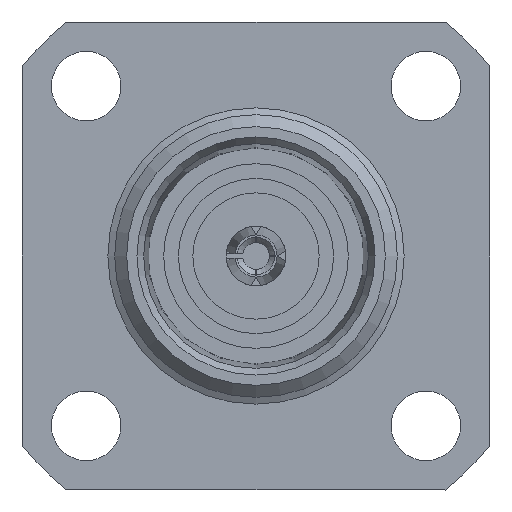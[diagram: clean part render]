
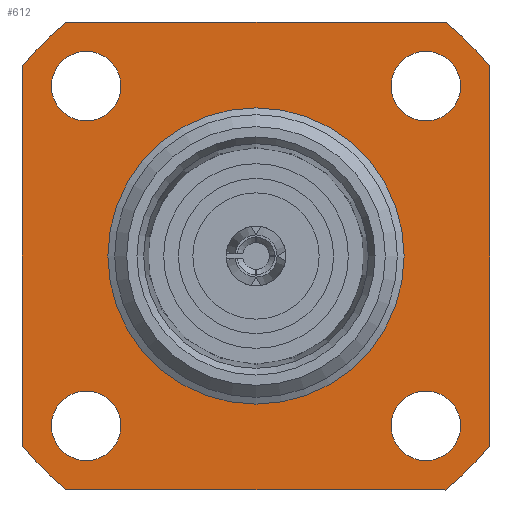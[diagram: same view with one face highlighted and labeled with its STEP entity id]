
A CAD part, left-side view. The second image highlights one B-rep face of the part: STEP entity #612.
In plain terms, the highlighted planar face has unit normal (-1, 0, 0).
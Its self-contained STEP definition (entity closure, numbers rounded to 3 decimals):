
#132 = EDGE_LOOP ( 'NONE', ( #1124 ) ) ;
#133 = EDGE_LOOP ( 'NONE', ( #1129 ) ) ;
#134 = EDGE_LOOP ( 'NONE', ( #1121 ) ) ;
#135 = EDGE_LOOP ( 'NONE', ( #1137 ) ) ;
#137 = EDGE_LOOP ( 'NONE', ( #1119 ) ) ;
#144 = EDGE_LOOP ( 'NONE', ( #1125, #1118, #1126, #1120, #1127, #1130, #1138, #1151 ) ) ;
#397 = CARTESIAN_POINT ( 'NONE',  ( 15.9, -8.75, 7.071 ) ) ;
#398 = CARTESIAN_POINT ( 'NONE',  ( 15.9, 8.75, 7.071 ) ) ;
#399 = CARTESIAN_POINT ( 'NONE',  ( 15.9, -7.071, -8.75 ) ) ;
#411 = CARTESIAN_POINT ( 'NONE',  ( 15.9, 7.071, 8.75 ) ) ;
#413 = CARTESIAN_POINT ( 'NONE',  ( 15.9, -7.071, 8.75 ) ) ;
#414 = CARTESIAN_POINT ( 'NONE',  ( 15.9, -8.75, -7.071 ) ) ;
#415 = CARTESIAN_POINT ( 'NONE',  ( 15.9, 7.071, -8.75 ) ) ;
#416 = CARTESIAN_POINT ( 'NONE',  ( 15.9, 8.75, -7.071 ) ) ;
#528 = CARTESIAN_POINT ( 'NONE',  ( 15.9, 0., 5.5 ) ) ;
#529 = CARTESIAN_POINT ( 'NONE',  ( 15.9, 6.35, -7.65 ) ) ;
#531 = CARTESIAN_POINT ( 'NONE',  ( 15.9, 6.35, 5.05 ) ) ;
#533 = CARTESIAN_POINT ( 'NONE',  ( 15.9, -6.35, 5.05 ) ) ;
#534 = CARTESIAN_POINT ( 'NONE',  ( 15.9, -6.35, -7.65 ) ) ;
#612 = ADVANCED_FACE ( 'NONE', ( #1430, #1431, #1432, #1433, #1434, #1435 ), #1889, .T. ) ;
#794 = EDGE_CURVE ( 'NONE', #1208, #1183, #2950, .T. ) ;
#795 = EDGE_CURVE ( 'NONE', #2565, #2565, #2940, .T. ) ;
#796 = EDGE_CURVE ( 'NONE', #2566, #2566, #2916, .T. ) ;
#799 = EDGE_CURVE ( 'NONE', #1181, #1212, #2681, .T. ) ;
#801 = EDGE_CURVE ( 'NONE', #2568, #2568, #2707, .T. ) ;
#806 = EDGE_CURVE ( 'NONE', #2570, #2570, #2660, .T. ) ;
#807 = EDGE_CURVE ( 'NONE', #2571, #2571, #2652, .T. ) ;
#809 = EDGE_CURVE ( 'NONE', #1212, #1208, #2472, .T. ) ;
#819 = EDGE_CURVE ( 'NONE', #1183, #1216, #2471, .T. ) ;
#833 = EDGE_CURVE ( 'NONE', #1213, #1181, #2480, .T. ) ;
#836 = EDGE_CURVE ( 'NONE', #1216, #1214, #2840, .T. ) ;
#839 = EDGE_CURVE ( 'NONE', #1214, #1182, #2484, .T. ) ;
#840 = EDGE_CURVE ( 'NONE', #1182, #1213, #2851, .T. ) ;
#1118 = ORIENTED_EDGE ( 'NONE', *, *, #794, .T. ) ;
#1119 = ORIENTED_EDGE ( 'NONE', *, *, #801, .T. ) ;
#1120 = ORIENTED_EDGE ( 'NONE', *, *, #836, .T. ) ;
#1121 = ORIENTED_EDGE ( 'NONE', *, *, #806, .T. ) ;
#1124 = ORIENTED_EDGE ( 'NONE', *, *, #807, .T. ) ;
#1125 = ORIENTED_EDGE ( 'NONE', *, *, #809, .T. ) ;
#1126 = ORIENTED_EDGE ( 'NONE', *, *, #819, .T. ) ;
#1127 = ORIENTED_EDGE ( 'NONE', *, *, #839, .T. ) ;
#1129 = ORIENTED_EDGE ( 'NONE', *, *, #795, .T. ) ;
#1130 = ORIENTED_EDGE ( 'NONE', *, *, #840, .T. ) ;
#1137 = ORIENTED_EDGE ( 'NONE', *, *, #796, .T. ) ;
#1138 = ORIENTED_EDGE ( 'NONE', *, *, #833, .T. ) ;
#1151 = ORIENTED_EDGE ( 'NONE', *, *, #799, .T. ) ;
#1181 = VERTEX_POINT ( 'NONE', #397 ) ;
#1182 = VERTEX_POINT ( 'NONE', #399 ) ;
#1183 = VERTEX_POINT ( 'NONE', #398 ) ;
#1208 = VERTEX_POINT ( 'NONE', #411 ) ;
#1212 = VERTEX_POINT ( 'NONE', #413 ) ;
#1213 = VERTEX_POINT ( 'NONE', #414 ) ;
#1214 = VERTEX_POINT ( 'NONE', #415 ) ;
#1216 = VERTEX_POINT ( 'NONE', #416 ) ;
#1430 = FACE_BOUND ( 'NONE', #135, .T. ) ;
#1431 = FACE_BOUND ( 'NONE', #137, .T. ) ;
#1432 = FACE_BOUND ( 'NONE', #134, .T. ) ;
#1433 = FACE_BOUND ( 'NONE', #132, .T. ) ;
#1434 = FACE_BOUND ( 'NONE', #133, .T. ) ;
#1435 = FACE_OUTER_BOUND ( 'NONE', #144, .T. ) ;
#1799 = CARTESIAN_POINT ( 'NONE',  ( 15.9, -8.75, 0. ) ) ;
#1800 = DIRECTION ( 'NONE',  ( 0., 0., 1. ) ) ;
#1807 = CARTESIAN_POINT ( 'NONE',  ( 15.9, 0., 0. ) ) ;
#1808 = DIRECTION ( 'NONE',  ( -1., 0., 0. ) ) ;
#1809 = DIRECTION ( 'NONE',  ( 0., -1., 0. ) ) ;
#1815 = CARTESIAN_POINT ( 'NONE',  ( 15.9, 0., -8.75 ) ) ;
#1816 = DIRECTION ( 'NONE',  ( 0., -1., 0. ) ) ;
#1817 = CARTESIAN_POINT ( 'NONE',  ( 15.9, 0., 0. ) ) ;
#1818 = DIRECTION ( 'NONE',  ( -1., 0., 0. ) ) ;
#1819 = DIRECTION ( 'NONE',  ( 0., -1., 0. ) ) ;
#1852 = CARTESIAN_POINT ( 'NONE',  ( 15.9, 0., 0. ) ) ;
#1855 = DIRECTION ( 'NONE',  ( -1., 0., 0. ) ) ;
#1858 = DIRECTION ( 'NONE',  ( 0., -1., 0. ) ) ;
#1863 = CARTESIAN_POINT ( 'NONE',  ( 15.9, 6.35, -6.35 ) ) ;
#1866 = DIRECTION ( 'NONE',  ( 1., 0., 0. ) ) ;
#1869 = DIRECTION ( 'NONE',  ( 0., 0., -1. ) ) ;
#1872 = CARTESIAN_POINT ( 'NONE',  ( 15.9, 0., 0. ) ) ;
#1880 = DIRECTION ( 'NONE',  ( 1., 0., 0. ) ) ;
#1883 = DIRECTION ( 'NONE',  ( 0., 0., 1. ) ) ;
#1889 = PLANE ( 'NONE',  #2922 ) ;
#1890 = CARTESIAN_POINT ( 'NONE',  ( 15.9, -8.75, -8.75 ) ) ;
#1892 = DIRECTION ( 'NONE',  ( -1., 0., 0. ) ) ;
#1893 = DIRECTION ( 'NONE',  ( 0., 0., 1. ) ) ;
#1911 = CARTESIAN_POINT ( 'NONE',  ( 15.9, 0., 0. ) ) ;
#1914 = DIRECTION ( 'NONE',  ( -1., 0., 0. ) ) ;
#1917 = DIRECTION ( 'NONE',  ( 0., -1., 0. ) ) ;
#1930 = CARTESIAN_POINT ( 'NONE',  ( 15.9, 6.35, 6.35 ) ) ;
#1936 = DIRECTION ( 'NONE',  ( 1., 0., 0. ) ) ;
#1940 = DIRECTION ( 'NONE',  ( 0., 0., -1. ) ) ;
#1984 = CARTESIAN_POINT ( 'NONE',  ( 15.9, -6.35, 6.35 ) ) ;
#1988 = DIRECTION ( 'NONE',  ( 1., 0., 0. ) ) ;
#1992 = DIRECTION ( 'NONE',  ( 0., 0., -1. ) ) ;
#1997 = CARTESIAN_POINT ( 'NONE',  ( 15.9, -6.35, -6.35 ) ) ;
#2000 = DIRECTION ( 'NONE',  ( 1., 0., 0. ) ) ;
#2003 = DIRECTION ( 'NONE',  ( 0., 0., -1. ) ) ;
#2026 = CARTESIAN_POINT ( 'NONE',  ( 15.9, 0., 8.75 ) ) ;
#2029 = DIRECTION ( 'NONE',  ( 0., 1., 0. ) ) ;
#2133 = CARTESIAN_POINT ( 'NONE',  ( 15.9, 8.75, 0. ) ) ;
#2136 = DIRECTION ( 'NONE',  ( 0., 0., -1. ) ) ;
#2471 = LINE ( 'NONE', #2133, #2784 ) ;
#2472 = LINE ( 'NONE', #2026, #2790 ) ;
#2480 = LINE ( 'NONE', #1799, #2841 ) ;
#2484 = LINE ( 'NONE', #1815, #2853 ) ;
#2565 = VERTEX_POINT ( 'NONE', #529 ) ;
#2566 = VERTEX_POINT ( 'NONE', #528 ) ;
#2568 = VERTEX_POINT ( 'NONE', #531 ) ;
#2570 = VERTEX_POINT ( 'NONE', #533 ) ;
#2571 = VERTEX_POINT ( 'NONE', #534 ) ;
#2651 = AXIS2_PLACEMENT_3D ( 'NONE', #1997, #2000, #2003 ) ;
#2652 = CIRCLE ( 'NONE', #2651, 1.3 ) ;
#2660 = CIRCLE ( 'NONE', #2732, 1.3 ) ;
#2681 = CIRCLE ( 'NONE', #2742, 11.25 ) ;
#2698 = AXIS2_PLACEMENT_3D ( 'NONE', #1930, #1936, #1940 ) ;
#2707 = CIRCLE ( 'NONE', #2698, 1.3 ) ;
#2732 = AXIS2_PLACEMENT_3D ( 'NONE', #1984, #1988, #1992 ) ;
#2742 = AXIS2_PLACEMENT_3D ( 'NONE', #1911, #1914, #1917 ) ;
#2784 = VECTOR ( 'NONE', #2136, 1000. ) ;
#2790 = VECTOR ( 'NONE', #2029, 1000. ) ;
#2840 = CIRCLE ( 'NONE', #2845, 11.25 ) ;
#2841 = VECTOR ( 'NONE', #1800, 1000. ) ;
#2845 = AXIS2_PLACEMENT_3D ( 'NONE', #1807, #1808, #1809 ) ;
#2851 = CIRCLE ( 'NONE', #2860, 11.25 ) ;
#2853 = VECTOR ( 'NONE', #1816, 1000. ) ;
#2860 = AXIS2_PLACEMENT_3D ( 'NONE', #1817, #1818, #1819 ) ;
#2912 = AXIS2_PLACEMENT_3D ( 'NONE', #1872, #1880, #1883 ) ;
#2916 = CIRCLE ( 'NONE', #2912, 5.5 ) ;
#2922 = AXIS2_PLACEMENT_3D ( 'NONE', #1890, #1892, #1893 ) ;
#2935 = AXIS2_PLACEMENT_3D ( 'NONE', #1863, #1866, #1869 ) ;
#2940 = CIRCLE ( 'NONE', #2935, 1.3 ) ;
#2950 = CIRCLE ( 'NONE', #3013, 11.25 ) ;
#3013 = AXIS2_PLACEMENT_3D ( 'NONE', #1852, #1855, #1858 ) ;
